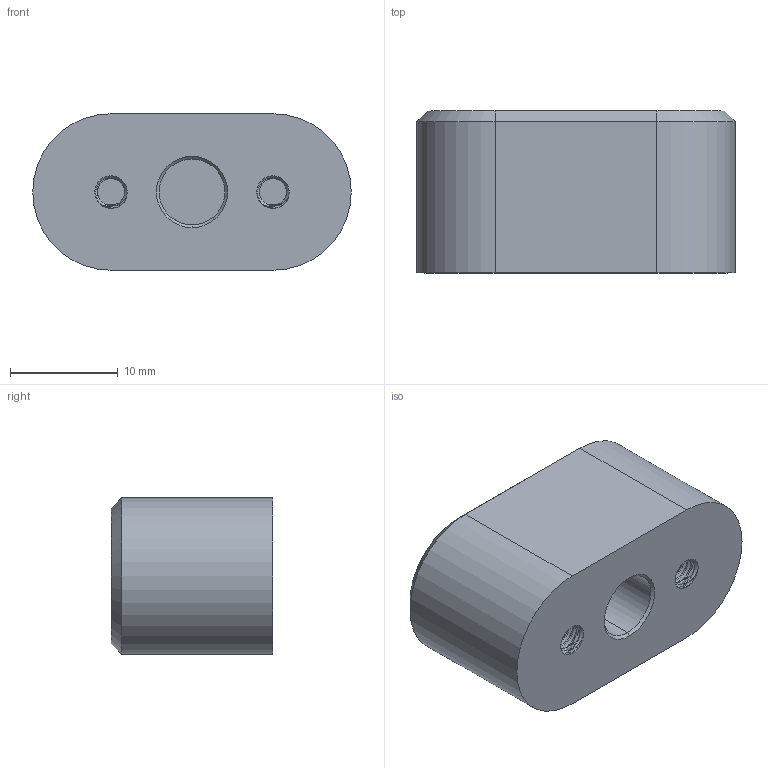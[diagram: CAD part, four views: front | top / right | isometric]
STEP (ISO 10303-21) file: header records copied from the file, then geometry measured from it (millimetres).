
FILE_DESCRIPTION (( 'STEP AP214' ), '1' );
FILE_NAME ('HERON-005_Fancy-Array_GPS-Mount_Bottom.STEP', '2023-12-13T10:29:41', ( '' ), ( '' ), 'SwSTEP 2.0', 'SolidWorks 2022', '' );
FILE_SCHEMA (( 'AUTOMOTIVE_DESIGN' ));
Length unit declared in the file: millimetre
Products named in the file (1): HERON-005_Fancy-Array_GPS-Mount_Bottom
Bounding box: 29.5 x 15 x 14.5 mm (x, y, z)
Volume: 5209.1 mm3; surface area: 2394.8 mm2
Topology: 1 solids, 1 shells, 132 faces, 376 edges, 248 vertices
Faces by surface type: cylinder 97, cone 13, plane 11, bspline 11
Entity records: 11254 total; most frequent: CARTESIAN_POINT 8449, ORIENTED_EDGE 752, DIRECTION 414, EDGE_CURVE 376, VERTEX_POINT 248, AXIS2_PLACEMENT_3D 148, EDGE_LOOP 136, ADVANCED_FACE 132
